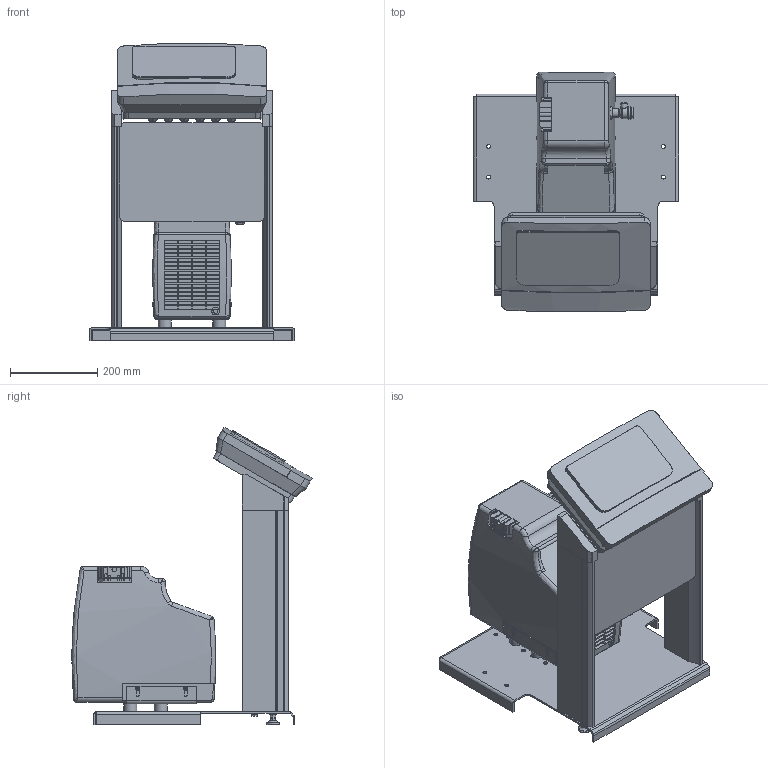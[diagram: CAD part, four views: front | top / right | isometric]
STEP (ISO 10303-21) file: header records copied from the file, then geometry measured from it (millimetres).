
FILE_DESCRIPTION(/* description */ (''),/* implementation_level */ '2;1');
FILE_NAME(/* name */ '3d_ReflexomatRS90_1-8880211.stp',/* time_stamp */ '2015-12-08T09:22:57+01:00',/* author */ ('Andrzej'),/* organization */ (''),/* preprocessor_version */ 'ST-DEVELOPER v15.5',/* originating_system */ 'AutoCAD Mechanical',/* authorisation */ '');
FILE_SCHEMA (('AUTOMOTIVE_DESIGN { 1 0 10303 214 3 1 1 }'));
Products named in the file (1): Product
Bounding box: 470 x 549.6 x 680.62 mm (x, y, z)
Volume: 23407168.3 mm3; surface area: 1982574.2 mm2
Topology: 37 solids, 37 shells, 1951 faces, 5134 edges, 3378 vertices
Faces by surface type: plane 1583, cylinder 272, torus 39, bspline 38, cone 15, sphere 4
Full cylindrical faces by diameter (mm): 5 x10, 6.2 x2, 6.5 x1, 8 x16, 8.2 x8, 8.4 x4, 8.5 x2, 9 x20, 9.5 x4, 10 x6, 10.5 x9, 11.63 x2, 14 x1, 14.5 x1, 15 x2, 16 x16, 16.6 x1, 17 x8, 17.5 x8, 19 x8, 19.8 x1, 20 x2, 20.8 x1, 21 x2, 22 x1, 23 x2, 24 x1, 28 x1, 30 x4
Entity records: 62258 total; most frequent: CARTESIAN_POINT 14569, ORIENTED_EDGE 9794, DIRECTION 9333, EDGE_CURVE 4897, LINE 4069, VECTOR 4069, VERTEX_POINT 3331, AXIS2_PLACEMENT_3D 2632
